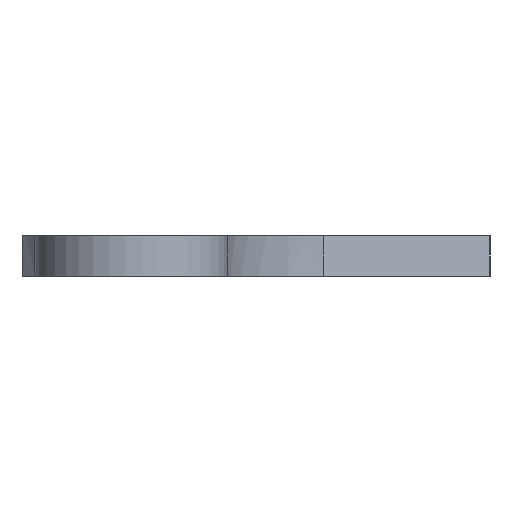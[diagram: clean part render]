
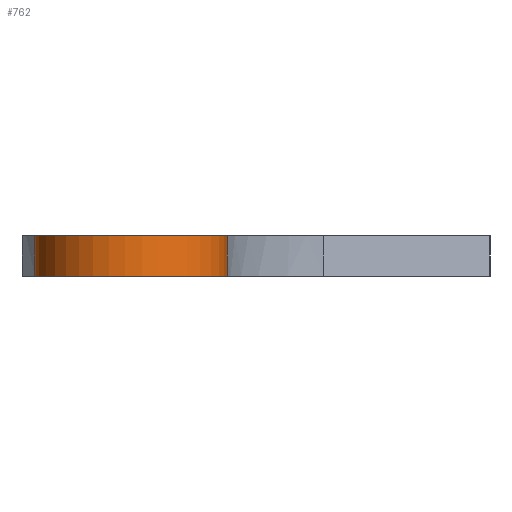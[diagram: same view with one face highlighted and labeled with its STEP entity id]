
A CAD part, left-side view. The second image highlights one B-rep face of the part: STEP entity #762.
In plain terms, the highlighted cylindrical face has radius 15 mm (diameter 30 mm), a partial arc.
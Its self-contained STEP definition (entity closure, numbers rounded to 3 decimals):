
#123=FACE_OUTER_BOUND('',#174,.T.);
#174=EDGE_LOOP('',(#692,#693,#694,#695));
#217=LINE('',#2086,#273);
#224=LINE('',#2230,#280);
#273=VECTOR('',#927,10.);
#280=VECTOR('',#936,10.);
#298=CIRCLE('',#793,15.);
#305=CIRCLE('',#801,15.);
#337=VERTEX_POINT('',#1285);
#338=VERTEX_POINT('',#1301);
#362=VERTEX_POINT('',#1430);
#363=VERTEX_POINT('',#1446);
#420=EDGE_CURVE('',#337,#338,#298,.T.);
#446=EDGE_CURVE('',#362,#363,#305,.T.);
#478=EDGE_CURVE('',#338,#362,#217,.T.);
#485=EDGE_CURVE('',#337,#363,#224,.T.);
#692=ORIENTED_EDGE('',*,*,#485,.T.);
#693=ORIENTED_EDGE('',*,*,#446,.F.);
#694=ORIENTED_EDGE('',*,*,#478,.F.);
#695=ORIENTED_EDGE('',*,*,#420,.F.);
#725=CYLINDRICAL_SURFACE('',#821,15.);
#762=ADVANCED_FACE('',(#123),#725,.T.);
#793=AXIS2_PLACEMENT_3D('',#1302,#862,#863);
#801=AXIS2_PLACEMENT_3D('',#1447,#888,#889);
#821=AXIS2_PLACEMENT_3D('',#2353,#959,#960);
#862=DIRECTION('center_axis',(0.,0.,1.));
#863=DIRECTION('ref_axis',(1.,0.,0.));
#888=DIRECTION('center_axis',(0.,0.,-1.));
#889=DIRECTION('ref_axis',(1.,0.,0.));
#927=DIRECTION('',(0.,0.,-1.));
#936=DIRECTION('',(0.,0.,-1.));
#959=DIRECTION('center_axis',(0.,0.,-1.));
#960=DIRECTION('ref_axis',(-0.973,0.231,0.));
#1285=CARTESIAN_POINT('',(37.776,131.427,6.3));
#1301=CARTESIAN_POINT('',(31.171,103.646,6.3));
#1302=CARTESIAN_POINT('Origin',(30.,118.6,6.3));
#1430=CARTESIAN_POINT('',(31.171,103.646,0.));
#1446=CARTESIAN_POINT('',(37.776,131.427,0.));
#1447=CARTESIAN_POINT('Origin',(30.,118.6,0.));
#2086=CARTESIAN_POINT('',(31.171,103.646,6.3));
#2230=CARTESIAN_POINT('',(37.776,131.427,6.3));
#2353=CARTESIAN_POINT('Origin',(30.,118.6,6.3));
